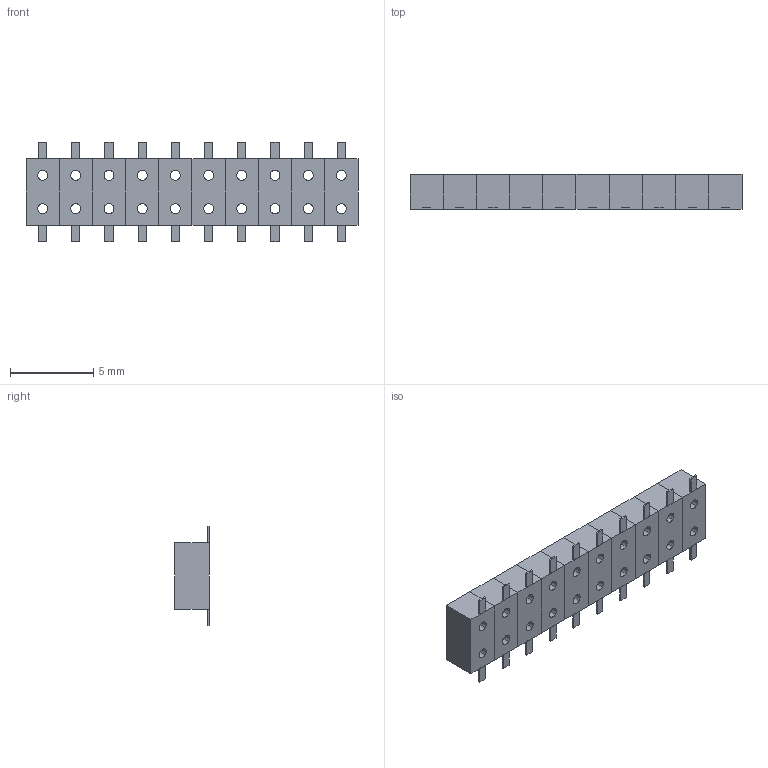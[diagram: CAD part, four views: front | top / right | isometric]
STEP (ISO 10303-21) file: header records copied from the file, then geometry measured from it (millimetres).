
FILE_DESCRIPTION (( 'STEP AP214' ), '1' );
FILE_NAME ('SD87340-20.STEP', '2020-06-15T05:13:07', ( '' ), ( '' ), 'SwSTEP 2.0', 'SolidWorks 2018', '' );
FILE_SCHEMA (( 'AUTOMOTIVE_DESIGN' ));
Length unit declared in the file: millimetre
Products named in the file (1): SD87340-20
Bounding box: 20 x 2.1 x 6 mm (x, y, z)
Volume: 154.3 mm3; surface area: 508.7 mm2
Topology: 30 solids, 30 shells, 340 faces, 760 edges, 480 vertices
Faces by surface type: plane 180, bspline 160
Entity records: 24407 total; most frequent: CARTESIAN_POINT 16181, ORIENTED_EDGE 1520, DIRECTION 962, EDGE_CURVE 760, VERTEX_POINT 480, LINE 440, VECTOR 440, EDGE_LOOP 380
